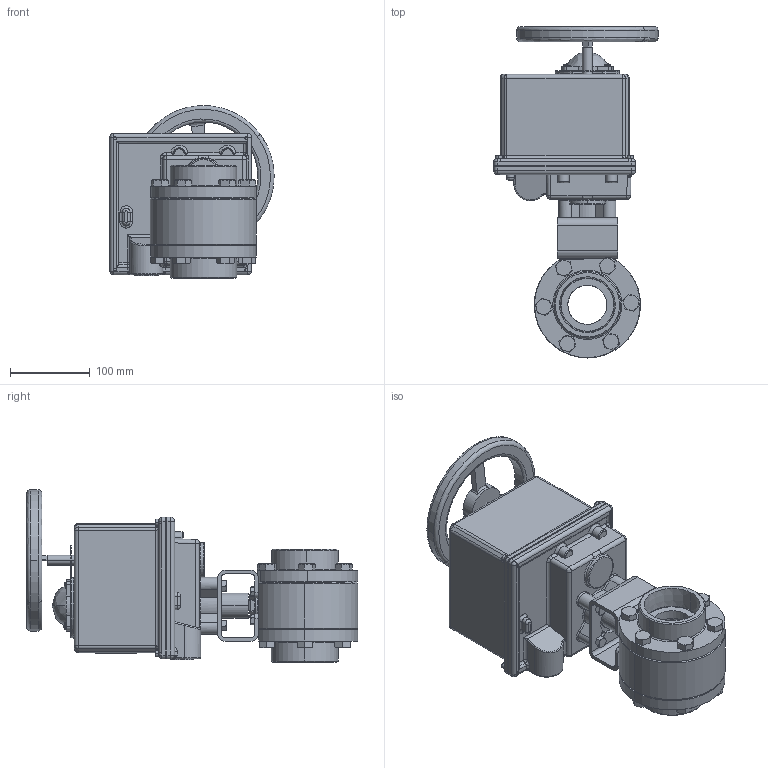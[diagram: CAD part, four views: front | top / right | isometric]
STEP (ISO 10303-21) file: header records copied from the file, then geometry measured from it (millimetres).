
FILE_DESCRIPTION (( 'STEP AP203' ), '1' );
FILE_NAME ('3000R-250-PT_ER-15.STEP', '2017-11-08T15:09:30', ( '' ), ( '' ), 'SwSTEP 2.0', 'SolidWorks 2014', '' );
FILE_SCHEMA (( 'CONFIG_CONTROL_DESIGN' ));
Length unit declared in the file: inch
Products named in the file (1): 3000R-250-PT_ER-15
Bounding box: 206.35 x 416.61 x 216.62 mm (x, y, z)
Surface area: 394619.5 mm2 (no closed solid volume)
Topology: 0 solids, 94 shells, 938 faces, 2797 edges, 1890 vertices
Faces by surface type: cylinder 325, plane 312, bspline 157, cone 134, torus 10
Entity records: 42871 total; most frequent: CARTESIAN_POINT 19439, DIRECTION 4649, ORIENTED_EDGE 4559, EDGE_CURVE 2780, VERTEX_POINT 1890, AXIS2_PLACEMENT_3D 1770, VECTOR 1109, LINE 1109
